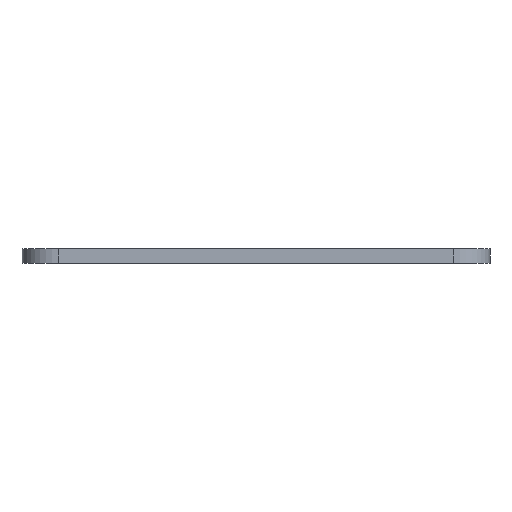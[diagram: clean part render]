
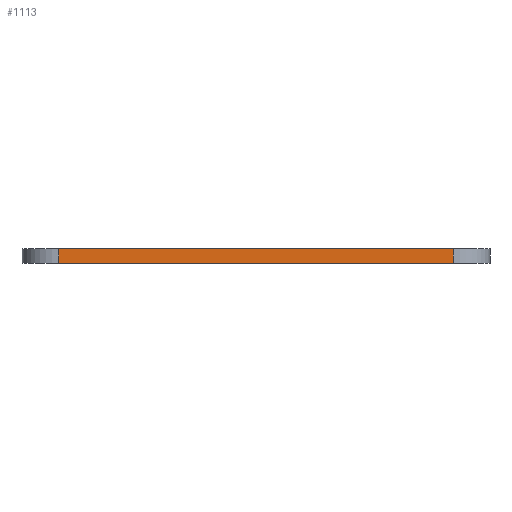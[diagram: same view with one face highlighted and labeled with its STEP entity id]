
A CAD part, left-side view. The second image highlights one B-rep face of the part: STEP entity #1113.
In plain terms, the highlighted planar face has unit normal (-1, 0, 0).
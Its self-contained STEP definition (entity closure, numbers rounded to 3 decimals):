
#163 = VERTEX_POINT('',#164);
#164 = CARTESIAN_POINT('',(48.5,-122.35,0.));
#171 = EDGE_CURVE('',#163,#172,#174,.T.);
#172 = VERTEX_POINT('',#173);
#173 = CARTESIAN_POINT('',(48.5,-77.65,0.));
#174 = LINE('',#175,#176);
#175 = CARTESIAN_POINT('',(48.5,-122.35,0.));
#176 = VECTOR('',#177,1.);
#177 = DIRECTION('',(0.,1.,0.));
#633 = VERTEX_POINT('',#634);
#634 = CARTESIAN_POINT('',(48.5,-122.35,1.6));
#641 = EDGE_CURVE('',#633,#642,#644,.T.);
#642 = VERTEX_POINT('',#643);
#643 = CARTESIAN_POINT('',(48.5,-77.65,1.6));
#644 = LINE('',#645,#646);
#645 = CARTESIAN_POINT('',(48.5,-122.35,1.6));
#646 = VECTOR('',#647,1.);
#647 = DIRECTION('',(0.,1.,0.));
#1083 = EDGE_CURVE('',#172,#642,#1084,.T.);
#1084 = LINE('',#1085,#1086);
#1085 = CARTESIAN_POINT('',(48.5,-77.65,0.));
#1086 = VECTOR('',#1087,1.);
#1087 = DIRECTION('',(0.,0.,1.));
#1113 = ADVANCED_FACE('',(#1114),#1125,.T.);
#1114 = FACE_BOUND('',#1115,.T.);
#1115 = EDGE_LOOP('',(#1116,#1122,#1123,#1124));
#1116 = ORIENTED_EDGE('',*,*,#1117,.T.);
#1117 = EDGE_CURVE('',#163,#633,#1118,.T.);
#1118 = LINE('',#1119,#1120);
#1119 = CARTESIAN_POINT('',(48.5,-122.35,0.));
#1120 = VECTOR('',#1121,1.);
#1121 = DIRECTION('',(0.,0.,1.));
#1122 = ORIENTED_EDGE('',*,*,#641,.T.);
#1123 = ORIENTED_EDGE('',*,*,#1083,.F.);
#1124 = ORIENTED_EDGE('',*,*,#171,.F.);
#1125 = PLANE('',#1126);
#1126 = AXIS2_PLACEMENT_3D('',#1127,#1128,#1129);
#1127 = CARTESIAN_POINT('',(48.5,-122.35,0.));
#1128 = DIRECTION('',(-1.,0.,0.));
#1129 = DIRECTION('',(0.,1.,0.));
